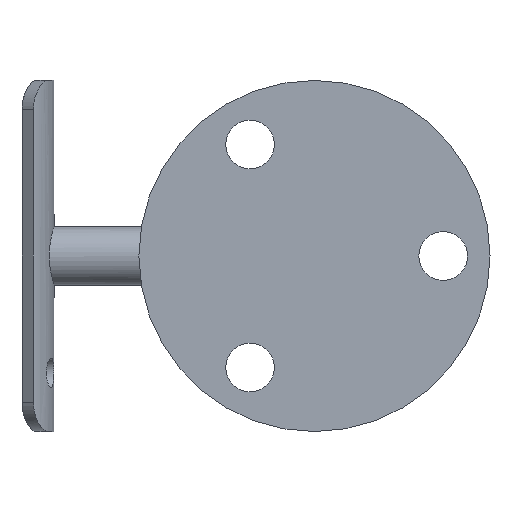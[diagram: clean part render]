
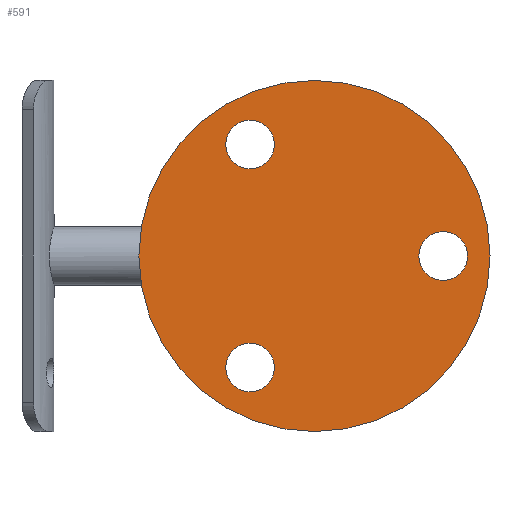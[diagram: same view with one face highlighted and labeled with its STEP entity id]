
A CAD part, left-side view. The second image highlights one B-rep face of the part: STEP entity #591.
In plain terms, the highlighted planar face has unit normal (-1, 0, 0).
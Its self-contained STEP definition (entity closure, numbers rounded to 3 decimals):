
#27 = CARTESIAN_POINT ( 'NONE',  ( 0., 11., -19.053 ) ) ;
#44 = DIRECTION ( 'NONE',  ( 1., 0., 0. ) ) ;
#99 = DIRECTION ( 'NONE',  ( 1., 0., 0. ) ) ;
#107 = ORIENTED_EDGE ( 'NONE', *, *, #186, .F. ) ;
#114 = EDGE_LOOP ( 'NONE', ( #1379, #107 ) ) ;
#159 = VERTEX_POINT ( 'NONE', #1476 ) ;
#164 = CARTESIAN_POINT ( 'NONE',  ( 0., 0., 0. ) ) ;
#186 = EDGE_CURVE ( 'NONE', #378, #459, #662, .T. ) ;
#208 = DIRECTION ( 'NONE',  ( 1., 0., 0. ) ) ;
#234 = EDGE_LOOP ( 'NONE', ( #1138, #796 ) ) ;
#250 = DIRECTION ( 'NONE',  ( 0., 0., -1. ) ) ;
#277 = DIRECTION ( 'NONE',  ( 1., 0., 0. ) ) ;
#284 = CARTESIAN_POINT ( 'NONE',  ( 0., 0., -30. ) ) ;
#322 = CIRCLE ( 'NONE', #717, 4.15 ) ;
#331 = DIRECTION ( 'NONE',  ( 0., 0., -1. ) ) ;
#333 = CARTESIAN_POINT ( 'NONE',  ( 0., 11., 19.053 ) ) ;
#334 = EDGE_CURVE ( 'NONE', #459, #378, #557, .T. ) ;
#353 = CARTESIAN_POINT ( 'NONE',  ( 0., 0., 0. ) ) ;
#378 = VERTEX_POINT ( 'NONE', #284 ) ;
#388 = EDGE_CURVE ( 'NONE', #1486, #1228, #634, .T. ) ;
#391 = CIRCLE ( 'NONE', #608, 4.15 ) ;
#402 = CARTESIAN_POINT ( 'NONE',  ( 0., 11., 14.903 ) ) ;
#425 = AXIS2_PLACEMENT_3D ( 'NONE', #333, #208, #840 ) ;
#452 = AXIS2_PLACEMENT_3D ( 'NONE', #27, #277, #775 ) ;
#454 = AXIS2_PLACEMENT_3D ( 'NONE', #1597, #475, #859 ) ;
#459 = VERTEX_POINT ( 'NONE', #918 ) ;
#475 = DIRECTION ( 'NONE',  ( 1., 0., 0. ) ) ;
#491 = DIRECTION ( 'NONE',  ( 1., 0., 0. ) ) ;
#523 = DIRECTION ( 'NONE',  ( 0., 0., -1. ) ) ;
#557 = CIRCLE ( 'NONE', #1123, 30. ) ;
#591 = ADVANCED_FACE ( 'NONE', ( #1372, #875, #755, #981 ), #1349, .F. ) ;
#608 = AXIS2_PLACEMENT_3D ( 'NONE', #945, #99, #331 ) ;
#629 = EDGE_CURVE ( 'NONE', #1228, #1486, #322, .T. ) ;
#634 = CIRCLE ( 'NONE', #452, 4.15 ) ;
#652 = CARTESIAN_POINT ( 'NONE',  ( 0., -22., 0. ) ) ;
#662 = CIRCLE ( 'NONE', #919, 30. ) ;
#701 = VERTEX_POINT ( 'NONE', #1157 ) ;
#717 = AXIS2_PLACEMENT_3D ( 'NONE', #747, #1506, #250 ) ;
#747 = CARTESIAN_POINT ( 'NONE',  ( 0., 11., -19.053 ) ) ;
#753 = VERTEX_POINT ( 'NONE', #963 ) ;
#755 = FACE_BOUND ( 'NONE', #1299, .T. ) ;
#769 = DIRECTION ( 'NONE',  ( 1., 0., 0. ) ) ;
#775 = DIRECTION ( 'NONE',  ( 0., 0., -1. ) ) ;
#786 = EDGE_CURVE ( 'NONE', #753, #1289, #1448, .T. ) ;
#796 = ORIENTED_EDGE ( 'NONE', *, *, #1283, .T. ) ;
#815 = EDGE_LOOP ( 'NONE', ( #1370, #1451 ) ) ;
#840 = DIRECTION ( 'NONE',  ( 0., 0., -1. ) ) ;
#859 = DIRECTION ( 'NONE',  ( 0., 0., -1. ) ) ;
#875 = FACE_BOUND ( 'NONE', #815, .T. ) ;
#918 = CARTESIAN_POINT ( 'NONE',  ( 0., 0., 30. ) ) ;
#919 = AXIS2_PLACEMENT_3D ( 'NONE', #353, #491, #989 ) ;
#932 = DIRECTION ( 'NONE',  ( 0., 0., -1. ) ) ;
#945 = CARTESIAN_POINT ( 'NONE',  ( 0., -22., 0. ) ) ;
#963 = CARTESIAN_POINT ( 'NONE',  ( 0., 11., 23.203 ) ) ;
#981 = FACE_OUTER_BOUND ( 'NONE', #114, .T. ) ;
#989 = DIRECTION ( 'NONE',  ( 0., 0., -1. ) ) ;
#1047 = EDGE_CURVE ( 'NONE', #1289, #753, #1497, .T. ) ;
#1091 = EDGE_CURVE ( 'NONE', #701, #159, #391, .T. ) ;
#1123 = AXIS2_PLACEMENT_3D ( 'NONE', #164, #44, #523 ) ;
#1138 = ORIENTED_EDGE ( 'NONE', *, *, #1091, .T. ) ;
#1148 = CIRCLE ( 'NONE', #1467, 4.15 ) ;
#1153 = CARTESIAN_POINT ( 'NONE',  ( 0., 11., -23.203 ) ) ;
#1157 = CARTESIAN_POINT ( 'NONE',  ( 0., -22., -4.15 ) ) ;
#1228 = VERTEX_POINT ( 'NONE', #1153 ) ;
#1250 = ORIENTED_EDGE ( 'NONE', *, *, #786, .T. ) ;
#1283 = EDGE_CURVE ( 'NONE', #159, #701, #1148, .T. ) ;
#1289 = VERTEX_POINT ( 'NONE', #402 ) ;
#1298 = DIRECTION ( 'NONE',  ( 1., 0., 0. ) ) ;
#1299 = EDGE_LOOP ( 'NONE', ( #1319, #1250 ) ) ;
#1307 = CARTESIAN_POINT ( 'NONE',  ( 0., 11., 19.053 ) ) ;
#1319 = ORIENTED_EDGE ( 'NONE', *, *, #1047, .T. ) ;
#1349 = PLANE ( 'NONE',  #454 ) ;
#1370 = ORIENTED_EDGE ( 'NONE', *, *, #629, .T. ) ;
#1372 = FACE_BOUND ( 'NONE', #234, .T. ) ;
#1379 = ORIENTED_EDGE ( 'NONE', *, *, #334, .F. ) ;
#1384 = DIRECTION ( 'NONE',  ( 0., 0., -1. ) ) ;
#1417 = AXIS2_PLACEMENT_3D ( 'NONE', #1307, #1298, #932 ) ;
#1448 = CIRCLE ( 'NONE', #425, 4.15 ) ;
#1451 = ORIENTED_EDGE ( 'NONE', *, *, #388, .T. ) ;
#1467 = AXIS2_PLACEMENT_3D ( 'NONE', #652, #769, #1384 ) ;
#1476 = CARTESIAN_POINT ( 'NONE',  ( 0., -22., 4.15 ) ) ;
#1486 = VERTEX_POINT ( 'NONE', #1609 ) ;
#1497 = CIRCLE ( 'NONE', #1417, 4.15 ) ;
#1506 = DIRECTION ( 'NONE',  ( 1., 0., 0. ) ) ;
#1597 = CARTESIAN_POINT ( 'NONE',  ( 0., 0., 0. ) ) ;
#1609 = CARTESIAN_POINT ( 'NONE',  ( 0., 11., -14.903 ) ) ;
